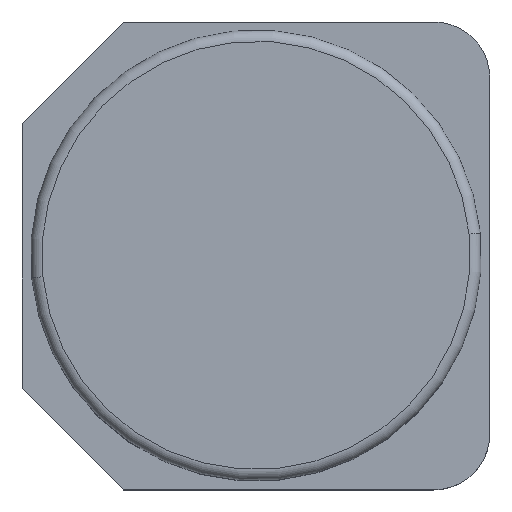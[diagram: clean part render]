
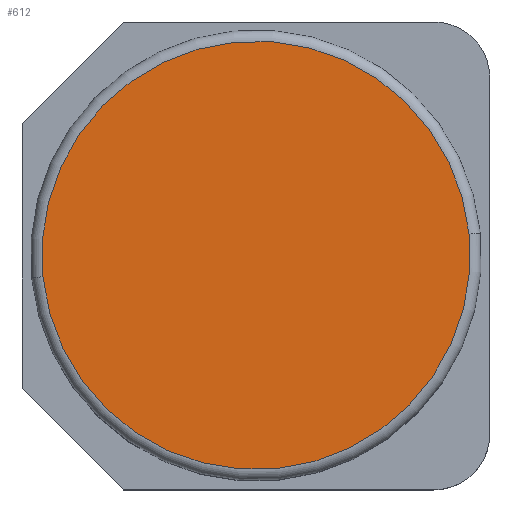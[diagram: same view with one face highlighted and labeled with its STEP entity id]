
A CAD part, top view. The second image highlights one B-rep face of the part: STEP entity #612.
In plain terms, the highlighted planar face has unit normal (0, 0, 1).
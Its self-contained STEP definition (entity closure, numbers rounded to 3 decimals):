
#33 = VERTEX_POINT('',#34);
#34 = CARTESIAN_POINT('',(-3.781,-0.377,7.));
#44 = TOROIDAL_SURFACE('',#45,3.8,0.2);
#45 = AXIS2_PLACEMENT_3D('',#46,#47,#48);
#46 = CARTESIAN_POINT('',(0.,0.,6.8));
#47 = DIRECTION('',(0.,0.,-1.));
#48 = DIRECTION('',(-0.995,-0.099,0.));
#78 = TOROIDAL_SURFACE('',#79,3.8,0.2);
#79 = AXIS2_PLACEMENT_3D('',#80,#81,#82);
#80 = CARTESIAN_POINT('',(0.,0.,6.8));
#81 = DIRECTION('',(0.,0.,-1.));
#82 = DIRECTION('',(-0.995,-0.099,0.));
#186 = VERTEX_POINT('',#187);
#187 = CARTESIAN_POINT('',(3.781,0.377,7.));
#253 = EDGE_CURVE('',#186,#33,#254,.T.);
#254 = SURFACE_CURVE('',#255,(#260,#289),.PCURVE_S1.);
#255 = CIRCLE('',#256,3.8);
#256 = AXIS2_PLACEMENT_3D('',#257,#258,#259);
#257 = CARTESIAN_POINT('',(0.,0.,7.));
#258 = DIRECTION('',(0.,0.,-1.));
#259 = DIRECTION('',(-0.995,-0.099,0.));
#260 = PCURVE('',#44,#261);
#261 = DEFINITIONAL_REPRESENTATION('',(#262),#288);
#262 = B_SPLINE_CURVE_WITH_KNOTS('',3,(#263,#264,#265,#266,#267,#268,
    #269,#270,#271,#272,#273,#274,#275,#276,#277,#278,#279,#280,#281,
    #282,#283,#284,#285,#286,#287),.UNSPECIFIED.,.F.,.F.,(4,1,1,1,1,1,1,
    1,1,1,1,1,1,1,1,1,1,1,1,1,1,1,4),(3.142,3.284,
    3.427,3.57,3.713,3.856,
    3.998,4.141,4.284,4.427,
    4.57,4.712,4.855,4.998,
    5.141,5.284,5.426,5.569,
    5.712,5.855,5.998,6.14,
    6.283),.QUASI_UNIFORM_KNOTS.);
#263 = CARTESIAN_POINT('',(3.142,4.712));
#264 = CARTESIAN_POINT('',(3.189,4.712));
#265 = CARTESIAN_POINT('',(3.284,4.712));
#266 = CARTESIAN_POINT('',(3.427,4.712));
#267 = CARTESIAN_POINT('',(3.57,4.712));
#268 = CARTESIAN_POINT('',(3.713,4.712));
#269 = CARTESIAN_POINT('',(3.856,4.712));
#270 = CARTESIAN_POINT('',(3.998,4.712));
#271 = CARTESIAN_POINT('',(4.141,4.712));
#272 = CARTESIAN_POINT('',(4.284,4.712));
#273 = CARTESIAN_POINT('',(4.427,4.712));
#274 = CARTESIAN_POINT('',(4.57,4.712));
#275 = CARTESIAN_POINT('',(4.712,4.712));
#276 = CARTESIAN_POINT('',(4.855,4.712));
#277 = CARTESIAN_POINT('',(4.998,4.712));
#278 = CARTESIAN_POINT('',(5.141,4.712));
#279 = CARTESIAN_POINT('',(5.284,4.712));
#280 = CARTESIAN_POINT('',(5.426,4.712));
#281 = CARTESIAN_POINT('',(5.569,4.712));
#282 = CARTESIAN_POINT('',(5.712,4.712));
#283 = CARTESIAN_POINT('',(5.855,4.712));
#284 = CARTESIAN_POINT('',(5.998,4.712));
#285 = CARTESIAN_POINT('',(6.14,4.712));
#286 = CARTESIAN_POINT('',(6.236,4.712));
#287 = CARTESIAN_POINT('',(6.283,4.712));
#288 = ( GEOMETRIC_REPRESENTATION_CONTEXT(2) 
PARAMETRIC_REPRESENTATION_CONTEXT() REPRESENTATION_CONTEXT('2D SPACE',''
  ) );
#289 = PCURVE('',#290,#295);
#290 = PLANE('',#291);
#291 = AXIS2_PLACEMENT_3D('',#292,#293,#294);
#292 = CARTESIAN_POINT('',(0.,0.,7.));
#293 = DIRECTION('',(0.,0.,-1.));
#294 = DIRECTION('',(0.099,-0.995,0.));
#295 = DEFINITIONAL_REPRESENTATION('',(#296),#300);
#296 = CIRCLE('',#297,3.8);
#297 = AXIS2_PLACEMENT_2D('',#298,#299);
#298 = CARTESIAN_POINT('',(0.,0.));
#299 = DIRECTION('',(0.,1.));
#300 = ( GEOMETRIC_REPRESENTATION_CONTEXT(2) 
PARAMETRIC_REPRESENTATION_CONTEXT() REPRESENTATION_CONTEXT('2D SPACE',''
  ) );
#306 = EDGE_CURVE('',#33,#186,#307,.T.);
#307 = SURFACE_CURVE('',#308,(#313,#342),.PCURVE_S1.);
#308 = CIRCLE('',#309,3.8);
#309 = AXIS2_PLACEMENT_3D('',#310,#311,#312);
#310 = CARTESIAN_POINT('',(0.,0.,7.));
#311 = DIRECTION('',(0.,0.,-1.));
#312 = DIRECTION('',(-0.995,-0.099,0.));
#313 = PCURVE('',#78,#314);
#314 = DEFINITIONAL_REPRESENTATION('',(#315),#341);
#315 = B_SPLINE_CURVE_WITH_KNOTS('',3,(#316,#317,#318,#319,#320,#321,
    #322,#323,#324,#325,#326,#327,#328,#329,#330,#331,#332,#333,#334,
    #335,#336,#337,#338,#339,#340),.UNSPECIFIED.,.F.,.F.,(4,1,1,1,1,1,1,
    1,1,1,1,1,1,1,1,1,1,1,1,1,1,1,4),(0.,0.143,
    0.286,0.428,0.571,0.714,
    0.857,1.,1.142,1.285,
    1.428,1.571,1.714,1.856,
    1.999,2.142,2.285,2.428,
    2.57,2.713,2.856,2.999,
    3.142),.QUASI_UNIFORM_KNOTS.);
#316 = CARTESIAN_POINT('',(0.,4.712));
#317 = CARTESIAN_POINT('',(0.048,4.712));
#318 = CARTESIAN_POINT('',(0.143,4.712));
#319 = CARTESIAN_POINT('',(0.286,4.712));
#320 = CARTESIAN_POINT('',(0.428,4.712));
#321 = CARTESIAN_POINT('',(0.571,4.712));
#322 = CARTESIAN_POINT('',(0.714,4.712));
#323 = CARTESIAN_POINT('',(0.857,4.712));
#324 = CARTESIAN_POINT('',(1.,4.712));
#325 = CARTESIAN_POINT('',(1.142,4.712));
#326 = CARTESIAN_POINT('',(1.285,4.712));
#327 = CARTESIAN_POINT('',(1.428,4.712));
#328 = CARTESIAN_POINT('',(1.571,4.712));
#329 = CARTESIAN_POINT('',(1.714,4.712));
#330 = CARTESIAN_POINT('',(1.856,4.712));
#331 = CARTESIAN_POINT('',(1.999,4.712));
#332 = CARTESIAN_POINT('',(2.142,4.712));
#333 = CARTESIAN_POINT('',(2.285,4.712));
#334 = CARTESIAN_POINT('',(2.428,4.712));
#335 = CARTESIAN_POINT('',(2.57,4.712));
#336 = CARTESIAN_POINT('',(2.713,4.712));
#337 = CARTESIAN_POINT('',(2.856,4.712));
#338 = CARTESIAN_POINT('',(2.999,4.712));
#339 = CARTESIAN_POINT('',(3.094,4.712));
#340 = CARTESIAN_POINT('',(3.142,4.712));
#341 = ( GEOMETRIC_REPRESENTATION_CONTEXT(2) 
PARAMETRIC_REPRESENTATION_CONTEXT() REPRESENTATION_CONTEXT('2D SPACE',''
  ) );
#342 = PCURVE('',#290,#343);
#343 = DEFINITIONAL_REPRESENTATION('',(#344),#348);
#344 = CIRCLE('',#345,3.8);
#345 = AXIS2_PLACEMENT_2D('',#346,#347);
#346 = CARTESIAN_POINT('',(0.,0.));
#347 = DIRECTION('',(0.,1.));
#348 = ( GEOMETRIC_REPRESENTATION_CONTEXT(2) 
PARAMETRIC_REPRESENTATION_CONTEXT() REPRESENTATION_CONTEXT('2D SPACE',''
  ) );
#612 = ADVANCED_FACE('',(#613),#290,.F.);
#613 = FACE_BOUND('',#614,.T.);
#614 = EDGE_LOOP('',(#615,#616));
#615 = ORIENTED_EDGE('',*,*,#253,.F.);
#616 = ORIENTED_EDGE('',*,*,#306,.F.);
